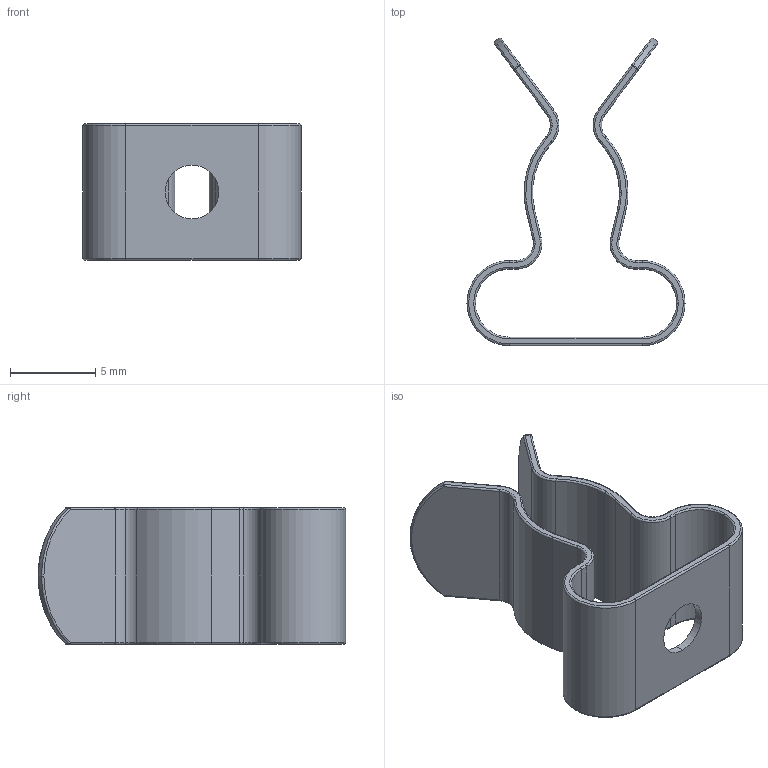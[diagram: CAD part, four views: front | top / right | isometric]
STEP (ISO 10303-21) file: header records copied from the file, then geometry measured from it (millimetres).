
FILE_DESCRIPTION (( 'STEP AP214' ), '1' );
FILE_NAME ('1010-003.STEP', '2023-12-01T08:05:29', ( '' ), ( '' ), 'SwSTEP 2.0', 'SolidWorks 2022', '' );
FILE_SCHEMA (( 'AUTOMOTIVE_DESIGN' ));
Length unit declared in the file: millimetre
Products named in the file (1): 1010-003
Bounding box: 12.8 x 18.06 x 8 mm (x, y, z)
Volume: 205.4 mm3; surface area: 877.3 mm2
Topology: 1 solids, 1 shells, 141 faces, 319 edges, 180 vertices
Faces by surface type: cylinder 61, torus 54, plane 16, sphere 10
Entity records: 3983 total; most frequent: DIRECTION 819, CARTESIAN_POINT 641, ORIENTED_EDGE 638, AXIS2_PLACEMENT_3D 358, EDGE_CURVE 319, CIRCLE 216, VERTEX_POINT 180, EDGE_LOOP 143
